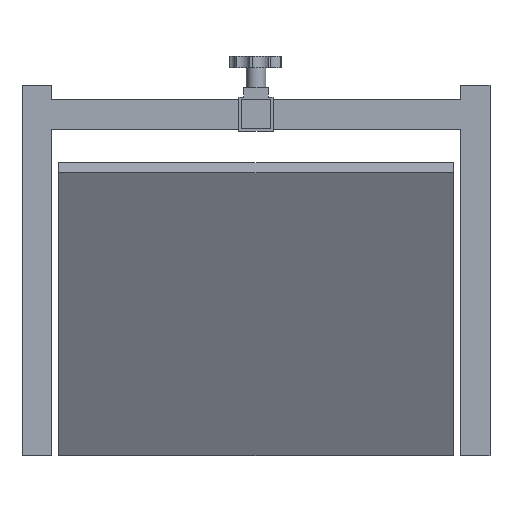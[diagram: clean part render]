
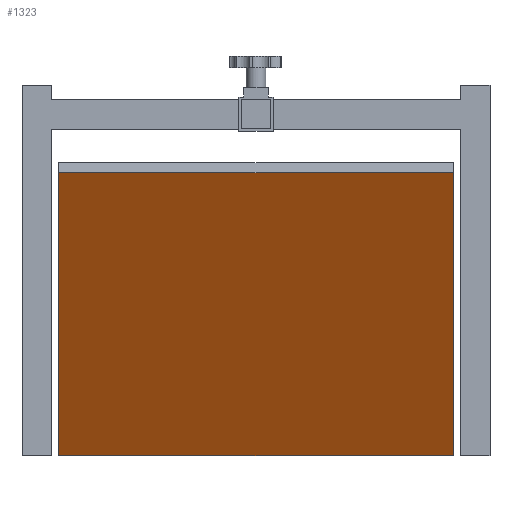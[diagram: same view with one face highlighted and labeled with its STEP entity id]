
A CAD part, top view. The second image highlights one B-rep face of the part: STEP entity #1323.
In plain terms, the highlighted planar face has unit normal (0, -0.5, 0.866).
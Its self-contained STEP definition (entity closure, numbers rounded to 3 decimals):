
#141=FACE_OUTER_BOUND('',#212,.T.);
#212=EDGE_LOOP('',(#1133,#1134,#1135,#1136));
#341=LINE('',#2142,#480);
#345=LINE('',#2150,#484);
#348=LINE('',#2156,#487);
#351=LINE('',#2161,#490);
#480=VECTOR('',#1780,405.);
#484=VECTOR('',#1786,335.);
#487=VECTOR('',#1791,405.);
#490=VECTOR('',#1796,335.);
#602=VERTEX_POINT('',#2140);
#603=VERTEX_POINT('',#2141);
#606=VERTEX_POINT('',#2149);
#608=VERTEX_POINT('',#2155);
#775=EDGE_CURVE('',#602,#603,#341,.T.);
#779=EDGE_CURVE('',#603,#606,#345,.T.);
#782=EDGE_CURVE('',#606,#608,#348,.T.);
#785=EDGE_CURVE('',#608,#602,#351,.T.);
#1133=ORIENTED_EDGE('',*,*,#775,.F.);
#1134=ORIENTED_EDGE('',*,*,#785,.F.);
#1135=ORIENTED_EDGE('',*,*,#782,.F.);
#1136=ORIENTED_EDGE('',*,*,#779,.F.);
#1187=PLANE('',#1449);
#1323=ADVANCED_FACE('',(#141),#1187,.T.);
#1449=AXIS2_PLACEMENT_3D('',#2163,#1798,#1799);
#1780=DIRECTION('',(1.,0.,0.));
#1786=DIRECTION('',(0.,-0.866,-0.5));
#1791=DIRECTION('',(-1.,0.,0.));
#1796=DIRECTION('',(0.,0.866,0.5));
#1798=DIRECTION('center_axis',(0.,-0.5,0.866));
#1799=DIRECTION('ref_axis',(1.,0.,0.));
#2140=CARTESIAN_POINT('',(-202.5,-60.,317.32));
#2141=CARTESIAN_POINT('',(202.5,-60.,317.32));
#2142=CARTESIAN_POINT('',(202.5,-60.,317.32));
#2149=CARTESIAN_POINT('',(202.5,-350.118,149.82));
#2150=CARTESIAN_POINT('',(202.5,-350.118,149.82));
#2155=CARTESIAN_POINT('',(-202.5,-350.118,149.82));
#2156=CARTESIAN_POINT('',(-202.5,-350.118,149.82));
#2161=CARTESIAN_POINT('',(-202.5,-60.,317.32));
#2163=CARTESIAN_POINT('Origin',(0.,-205.059,233.57));
